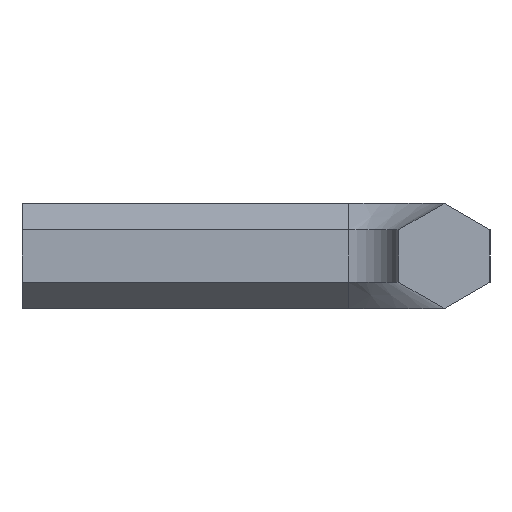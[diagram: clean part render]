
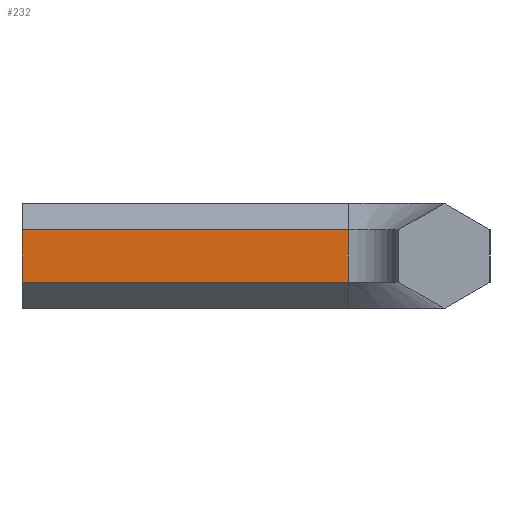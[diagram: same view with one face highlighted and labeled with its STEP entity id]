
A CAD part, left-side view. The second image highlights one B-rep face of the part: STEP entity #232.
In plain terms, the highlighted planar face has unit normal (-1, 0, 0).
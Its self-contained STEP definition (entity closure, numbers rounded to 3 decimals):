
#15 = DIRECTION ( 'NONE',  ( -1., 0., 0. ) ) ;
#36 = VERTEX_POINT ( 'NONE', #469 ) ;
#70 = CARTESIAN_POINT ( 'NONE',  ( 114.625, 5., -1.371 ) ) ;
#96 = DIRECTION ( 'NONE',  ( 0., 0., 1. ) ) ;
#103 = AXIS2_PLACEMENT_3D ( 'NONE', #245, #15, #342 ) ;
#116 = VECTOR ( 'NONE', #484, 1000. ) ;
#125 = LINE ( 'NONE', #495, #116 ) ;
#144 = CARTESIAN_POINT ( 'NONE',  ( 114.625, 5., -1.371 ) ) ;
#145 = CARTESIAN_POINT ( 'NONE',  ( 114.625, 5., 1.371 ) ) ;
#167 = LINE ( 'NONE', #337, #547 ) ;
#191 = VERTEX_POINT ( 'NONE', #480 ) ;
#195 = PLANE ( 'NONE',  #103 ) ;
#221 = ORIENTED_EDGE ( 'NONE', *, *, #258, .F. ) ;
#232 = ADVANCED_FACE ( 'NONE', ( #596 ), #195, .T. ) ;
#240 = DIRECTION ( 'NONE',  ( 0., 1., 0. ) ) ;
#244 = EDGE_CURVE ( 'NONE', #383, #289, #167, .T. ) ;
#245 = CARTESIAN_POINT ( 'NONE',  ( 114.625, 5., -1.371 ) ) ;
#258 = EDGE_CURVE ( 'NONE', #383, #191, #368, .T. ) ;
#267 = EDGE_CURVE ( 'NONE', #289, #36, #125, .T. ) ;
#289 = VERTEX_POINT ( 'NONE', #145 ) ;
#300 = EDGE_LOOP ( 'NONE', ( #362, #405, #221, #565 ) ) ;
#337 = CARTESIAN_POINT ( 'NONE',  ( 114.625, 5., -1.371 ) ) ;
#342 = DIRECTION ( 'NONE',  ( 0., 0., 1. ) ) ;
#355 = VECTOR ( 'NONE', #595, 1000. ) ;
#360 = CARTESIAN_POINT ( 'NONE',  ( 114.625, 22., -1.371 ) ) ;
#362 = ORIENTED_EDGE ( 'NONE', *, *, #267, .T. ) ;
#368 = LINE ( 'NONE', #144, #449 ) ;
#383 = VERTEX_POINT ( 'NONE', #70 ) ;
#405 = ORIENTED_EDGE ( 'NONE', *, *, #544, .F. ) ;
#449 = VECTOR ( 'NONE', #240, 1000. ) ;
#469 = CARTESIAN_POINT ( 'NONE',  ( 114.625, 22., 1.371 ) ) ;
#480 = CARTESIAN_POINT ( 'NONE',  ( 114.625, 22., -1.371 ) ) ;
#481 = LINE ( 'NONE', #360, #355 ) ;
#484 = DIRECTION ( 'NONE',  ( 0., 1., 0. ) ) ;
#495 = CARTESIAN_POINT ( 'NONE',  ( 114.625, 5., 1.371 ) ) ;
#544 = EDGE_CURVE ( 'NONE', #191, #36, #481, .T. ) ;
#547 = VECTOR ( 'NONE', #96, 1000. ) ;
#565 = ORIENTED_EDGE ( 'NONE', *, *, #244, .T. ) ;
#595 = DIRECTION ( 'NONE',  ( 0., 0., 1. ) ) ;
#596 = FACE_OUTER_BOUND ( 'NONE', #300, .T. ) ;
